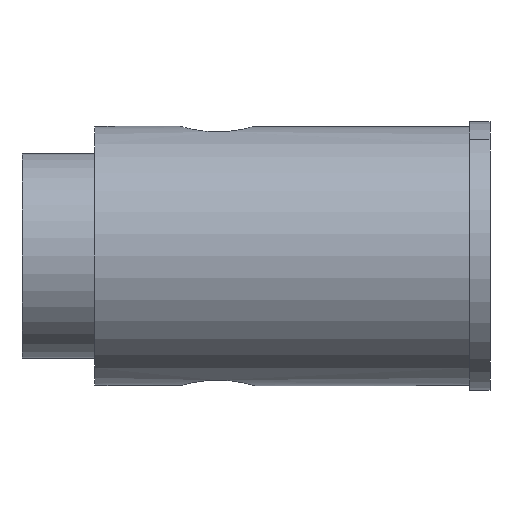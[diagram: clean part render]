
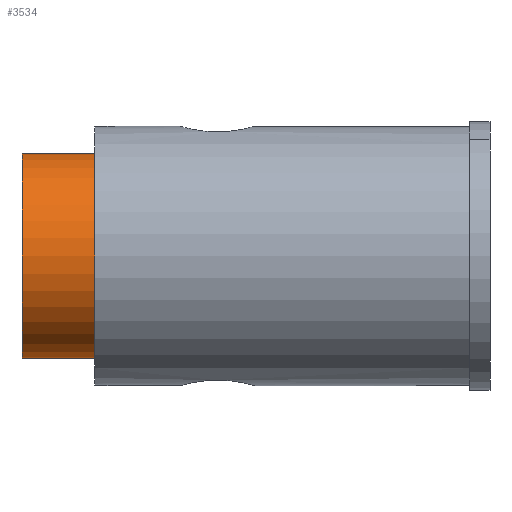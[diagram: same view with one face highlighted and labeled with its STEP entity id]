
A CAD part, left-side view. The second image highlights one B-rep face of the part: STEP entity #3534.
In plain terms, the highlighted cylindrical face has radius 3.753 mm (diameter 7.506 mm), a partial arc.
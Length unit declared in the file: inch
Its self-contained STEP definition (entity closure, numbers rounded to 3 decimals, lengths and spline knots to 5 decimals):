
#62 = VERTEX_POINT ( 'NONE', #730 ) ;
#316 = CARTESIAN_POINT ( 'NONE',  ( 0., 0.1055, 0. ) ) ;
#370 = EDGE_CURVE ( 'NONE', #568, #62, #5498, .T. ) ;
#527 = CARTESIAN_POINT ( 'NONE',  ( 0., 0.1055, -0.14775 ) ) ;
#568 = VERTEX_POINT ( 'NONE', #5898 ) ;
#694 = LINE ( 'NONE', #4821, #1891 ) ;
#730 = CARTESIAN_POINT ( 'NONE',  ( 0., 0.1055, -0.14775 ) ) ;
#811 = AXIS2_PLACEMENT_3D ( 'NONE', #316, #3652, #3378 ) ;
#985 = ORIENTED_EDGE ( 'NONE', *, *, #1172, .T. ) ;
#1172 = EDGE_CURVE ( 'NONE', #568, #4299, #694, .T. ) ;
#1465 = ORIENTED_EDGE ( 'NONE', *, *, #5051, .F. ) ;
#1863 = CARTESIAN_POINT ( 'NONE',  ( 0., 0., -0.14775 ) ) ;
#1891 = VECTOR ( 'NONE', #3091, 39.37008 ) ;
#2007 = ORIENTED_EDGE ( 'NONE', *, *, #3021, .T. ) ;
#2066 = VECTOR ( 'NONE', #4803, 39.37008 ) ;
#2179 = CIRCLE ( 'NONE', #4522, 0.14775 ) ;
#2279 = DIRECTION ( 'NONE',  ( 0., 1., 0. ) ) ;
#2712 = CYLINDRICAL_SURFACE ( 'NONE', #811, 0.14775 ) ;
#2766 = DIRECTION ( 'NONE',  ( 0., 1., 0. ) ) ;
#3021 = EDGE_CURVE ( 'NONE', #4299, #3151, #2179, .T. ) ;
#3033 = ORIENTED_EDGE ( 'NONE', *, *, #370, .F. ) ;
#3091 = DIRECTION ( 'NONE',  ( 0., -1., 0. ) ) ;
#3151 = VERTEX_POINT ( 'NONE', #1863 ) ;
#3248 = CARTESIAN_POINT ( 'NONE',  ( 0., 0., 0.14775 ) ) ;
#3378 = DIRECTION ( 'NONE',  ( 0., 0., -1. ) ) ;
#3386 = DIRECTION ( 'NONE',  ( 0., 0., 1. ) ) ;
#3534 = ADVANCED_FACE ( 'NONE', ( #5770 ), #2712, .T. ) ;
#3652 = DIRECTION ( 'NONE',  ( 0., -1., 0. ) ) ;
#4024 = EDGE_LOOP ( 'NONE', ( #3033, #985, #2007, #1465 ) ) ;
#4299 = VERTEX_POINT ( 'NONE', #3248 ) ;
#4522 = AXIS2_PLACEMENT_3D ( 'NONE', #5696, #2766, #3386 ) ;
#4803 = DIRECTION ( 'NONE',  ( 0., -1., 0. ) ) ;
#4821 = CARTESIAN_POINT ( 'NONE',  ( 0., 0.1055, 0.14775 ) ) ;
#5051 = EDGE_CURVE ( 'NONE', #62, #3151, #6162, .T. ) ;
#5165 = CARTESIAN_POINT ( 'NONE',  ( 0., 0.1055, 0. ) ) ;
#5498 = CIRCLE ( 'NONE', #6473, 0.14775 ) ;
#5696 = CARTESIAN_POINT ( 'NONE',  ( 0., 0., 0. ) ) ;
#5770 = FACE_OUTER_BOUND ( 'NONE', #4024, .T. ) ;
#5898 = CARTESIAN_POINT ( 'NONE',  ( 0., 0.1055, 0.14775 ) ) ;
#6162 = LINE ( 'NONE', #527, #2066 ) ;
#6473 = AXIS2_PLACEMENT_3D ( 'NONE', #5165, #2279, #6661 ) ;
#6661 = DIRECTION ( 'NONE',  ( 0., 0., 1. ) ) ;
